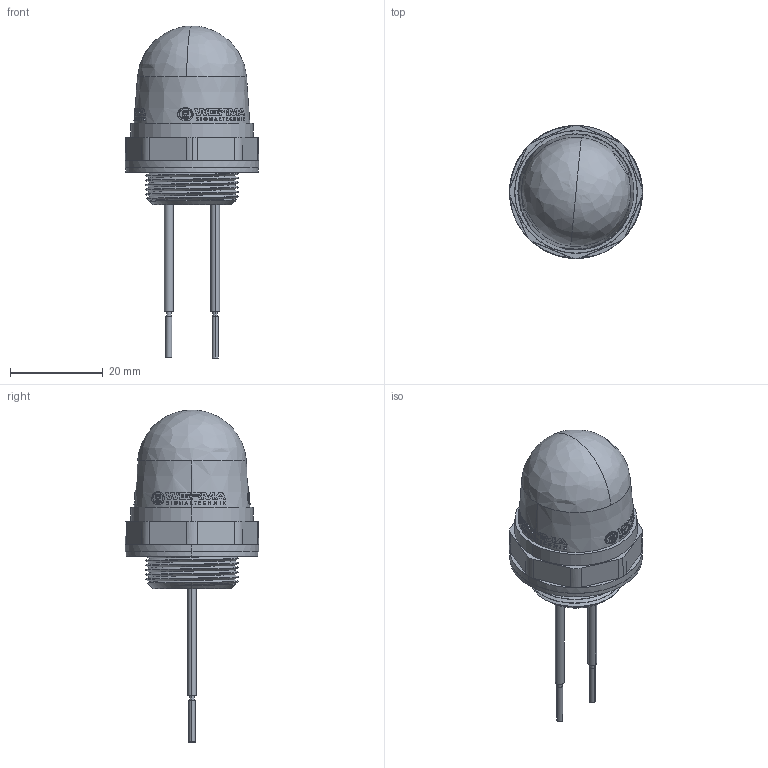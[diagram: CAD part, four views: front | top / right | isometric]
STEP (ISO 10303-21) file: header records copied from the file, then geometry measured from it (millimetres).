
FILE_DESCRIPTION (( 'STEP AP214' ), '1' );
FILE_NAME ('23010067.step', '2018-02-26T16:54:53', ( '' ), ( '' ), 'SwSTEP 2.0', 'SolidWorks 2017', '' );
FILE_SCHEMA (( 'AUTOMOTIVE_DESIGN' ));
Length unit declared in the file: inch
Products named in the file (1): 23010067
Bounding box: 28.73 x 28.73 x 71.62 mm (x, y, z)
Volume: 16031.9 mm3; surface area: 5263 mm2
Topology: 1 solids, 2 shells, 844 faces, 2275 edges, 1515 vertices
Faces by surface type: plane 551, cylinder 203, cone 85, bspline 5
Entity records: 34285 total; most frequent: CARTESIAN_POINT 13805, ORIENTED_EDGE 4546, DIRECTION 3411, EDGE_CURVE 2273, VERTEX_POINT 1515, AXIS2_PLACEMENT_3D 1279, EDGE_LOOP 928, VECTOR 853
